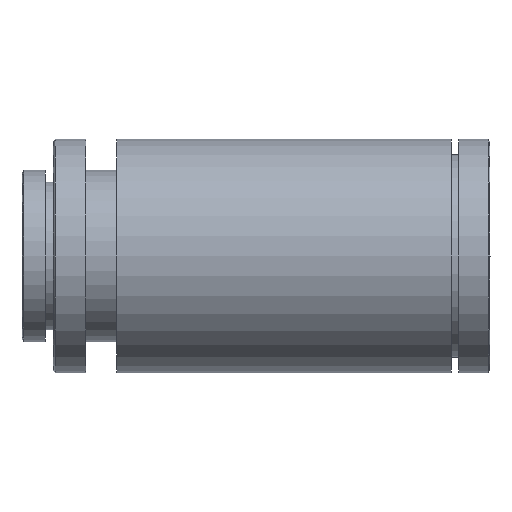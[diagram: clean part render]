
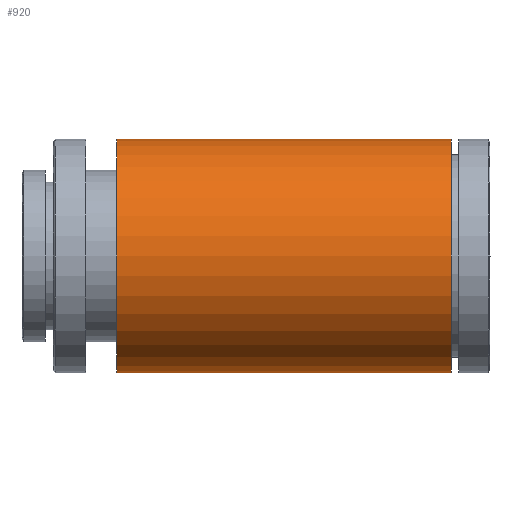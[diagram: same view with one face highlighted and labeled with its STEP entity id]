
A CAD part, front view. The second image highlights one B-rep face of the part: STEP entity #920.
In plain terms, the highlighted cylindrical face has radius 15 mm (diameter 30 mm), a partial arc.
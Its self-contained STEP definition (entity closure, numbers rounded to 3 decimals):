
#6 = CARTESIAN_POINT ( 'NONE',  ( 12.17, 0., -15. ) ) ;
#40 = DIRECTION ( 'NONE',  ( 0., 0., 1. ) ) ;
#64 = EDGE_LOOP ( 'NONE', ( #890, #971, #224, #200 ) ) ;
#79 = VERTEX_POINT ( 'NONE', #266 ) ;
#110 = VECTOR ( 'NONE', #864, 1000. ) ;
#130 = DIRECTION ( 'NONE',  ( -1., 0., 0. ) ) ;
#143 = CARTESIAN_POINT ( 'NONE',  ( -215.191, 0., 0. ) ) ;
#200 = ORIENTED_EDGE ( 'NONE', *, *, #1012, .F. ) ;
#224 = ORIENTED_EDGE ( 'NONE', *, *, #280, .T. ) ;
#266 = CARTESIAN_POINT ( 'NONE',  ( 55.1, 0., 15. ) ) ;
#280 = EDGE_CURVE ( 'NONE', #79, #488, #505, .T. ) ;
#290 = EDGE_CURVE ( 'NONE', #360, #79, #994, .T. ) ;
#360 = VERTEX_POINT ( 'NONE', #788 ) ;
#399 = DIRECTION ( 'NONE',  ( -1., 0., 0. ) ) ;
#426 = AXIS2_PLACEMENT_3D ( 'NONE', #434, #1151, #801 ) ;
#434 = CARTESIAN_POINT ( 'NONE',  ( 55.1, 0., 0. ) ) ;
#488 = VERTEX_POINT ( 'NONE', #847 ) ;
#505 = LINE ( 'NONE', #612, #110 ) ;
#518 = DIRECTION ( 'NONE',  ( -1., 0., 0. ) ) ;
#524 = EDGE_CURVE ( 'NONE', #360, #1165, #757, .T. ) ;
#597 = CARTESIAN_POINT ( 'NONE',  ( 12.17, 0., 0. ) ) ;
#612 = CARTESIAN_POINT ( 'NONE',  ( -215.191, 0., 15. ) ) ;
#657 = VECTOR ( 'NONE', #399, 1000. ) ;
#669 = CARTESIAN_POINT ( 'NONE',  ( -215.191, 0., -15. ) ) ;
#744 = CIRCLE ( 'NONE', #901, 15. ) ;
#757 = LINE ( 'NONE', #669, #657 ) ;
#788 = CARTESIAN_POINT ( 'NONE',  ( 55.1, 0., -15. ) ) ;
#801 = DIRECTION ( 'NONE',  ( 0., 0., 1. ) ) ;
#813 = AXIS2_PLACEMENT_3D ( 'NONE', #143, #518, #1060 ) ;
#847 = CARTESIAN_POINT ( 'NONE',  ( 12.17, 0., 15. ) ) ;
#864 = DIRECTION ( 'NONE',  ( -1., 0., 0. ) ) ;
#890 = ORIENTED_EDGE ( 'NONE', *, *, #524, .F. ) ;
#901 = AXIS2_PLACEMENT_3D ( 'NONE', #597, #130, #40 ) ;
#920 = ADVANCED_FACE ( 'NONE', ( #972 ), #1138, .T. ) ;
#971 = ORIENTED_EDGE ( 'NONE', *, *, #290, .T. ) ;
#972 = FACE_OUTER_BOUND ( 'NONE', #64, .T. ) ;
#994 = CIRCLE ( 'NONE', #426, 15. ) ;
#1012 = EDGE_CURVE ( 'NONE', #1165, #488, #744, .T. ) ;
#1060 = DIRECTION ( 'NONE',  ( 0., 0., 1. ) ) ;
#1138 = CYLINDRICAL_SURFACE ( 'NONE', #813, 15. ) ;
#1151 = DIRECTION ( 'NONE',  ( -1., 0., 0. ) ) ;
#1165 = VERTEX_POINT ( 'NONE', #6 ) ;
